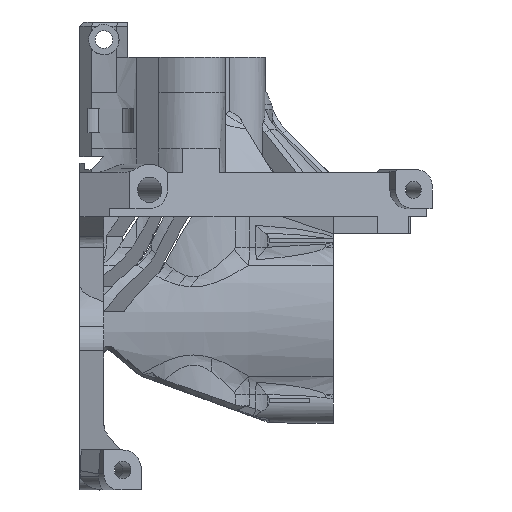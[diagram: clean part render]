
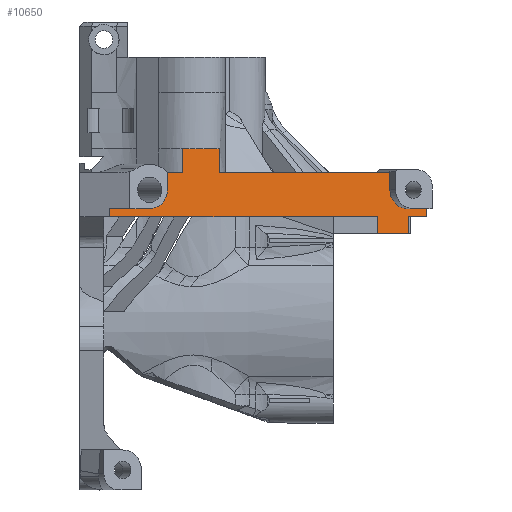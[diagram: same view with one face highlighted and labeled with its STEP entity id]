
A CAD part, left-side view. The second image highlights one B-rep face of the part: STEP entity #10650.
In plain terms, the highlighted planar face has unit normal (-0.94, -0.342, 0).
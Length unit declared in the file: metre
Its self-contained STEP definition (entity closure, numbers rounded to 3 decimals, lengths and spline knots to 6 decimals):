
#220=CIRCLE('',#11249,0.00405);
#225=CIRCLE('',#11261,0.0032);
#290=CIRCLE('',#11433,0.00235);
#292=CIRCLE('',#11438,0.00235);
#479=PLANE('',#11470);
#732=LINE('',#18214,#1325);
#736=LINE('',#18225,#1329);
#740=LINE('',#18231,#1333);
#793=LINE('',#18766,#1386);
#797=LINE('',#18806,#1390);
#826=LINE('',#19041,#1419);
#889=LINE('',#20444,#1482);
#919=LINE('',#20519,#1512);
#966=LINE('',#20707,#1559);
#981=LINE('',#20743,#1574);
#984=LINE('',#20752,#1577);
#985=LINE('',#20754,#1578);
#989=LINE('',#20766,#1582);
#993=LINE('',#20800,#1586);
#994=LINE('',#20802,#1587);
#998=LINE('',#20811,#1591);
#999=LINE('',#20812,#1592);
#1325=VECTOR('',#12499,1.);
#1329=VECTOR('',#12507,1.);
#1333=VECTOR('',#12515,1.);
#1386=VECTOR('',#12702,1.);
#1390=VECTOR('',#12712,1.);
#1419=VECTOR('',#12781,1.);
#1482=VECTOR('',#13050,1.);
#1512=VECTOR('',#13106,1.);
#1559=VECTOR('',#13223,1.);
#1574=VECTOR('',#13260,1.);
#1577=VECTOR('',#13271,1.);
#1578=VECTOR('',#13274,1.);
#1582=VECTOR('',#13286,1.);
#1586=VECTOR('',#13338,1.);
#1587=VECTOR('',#13341,1.);
#1591=VECTOR('',#13355,1.);
#1592=VECTOR('',#13356,1.);
#4233=ORIENTED_EDGE('',*,*,#6491,.F.);
#4234=ORIENTED_EDGE('',*,*,#6612,.T.);
#4235=ORIENTED_EDGE('',*,*,#6061,.F.);
#4236=ORIENTED_EDGE('',*,*,#6065,.F.);
#4237=ORIENTED_EDGE('',*,*,#6056,.F.);
#4238=ORIENTED_EDGE('',*,*,#6613,.T.);
#4239=ORIENTED_EDGE('',*,*,#6564,.F.);
#4240=ORIENTED_EDGE('',*,*,#6583,.F.);
#4241=ORIENTED_EDGE('',*,*,#6584,.F.);
#4242=ORIENTED_EDGE('',*,*,#6588,.T.);
#4243=ORIENTED_EDGE('',*,*,#6451,.F.);
#4244=ORIENTED_EDGE('',*,*,#6607,.T.);
#4245=ORIENTED_EDGE('',*,*,#6204,.F.);
#4246=ORIENTED_EDGE('',*,*,#6262,.T.);
#4247=ORIENTED_EDGE('',*,*,#6196,.T.);
#4248=ORIENTED_EDGE('',*,*,#6608,.T.);
#4249=ORIENTED_EDGE('',*,*,#6200,.F.);
#4250=ORIENTED_EDGE('',*,*,#6249,.F.);
#4251=ORIENTED_EDGE('',*,*,#6589,.T.);
#4252=ORIENTED_EDGE('',*,*,#6593,.F.);
#4253=ORIENTED_EDGE('',*,*,#6595,.F.);
#6056=EDGE_CURVE('',#7518,#7519,#732,.T.);
#6061=EDGE_CURVE('',#7523,#7521,#736,.T.);
#6065=EDGE_CURVE('',#7519,#7523,#740,.T.);
#6196=EDGE_CURVE('',#7628,#7627,#793,.T.);
#6200=EDGE_CURVE('',#7630,#7631,#220,.T.);
#6204=EDGE_CURVE('',#7633,#7634,#797,.T.);
#6249=EDGE_CURVE('',#7671,#7630,#225,.T.);
#6262=EDGE_CURVE('',#7633,#7628,#826,.T.);
#6451=EDGE_CURVE('',#7800,#7801,#889,.T.);
#6491=EDGE_CURVE('',#7832,#7833,#919,.T.);
#6564=EDGE_CURVE('',#7882,#7879,#966,.T.);
#6583=EDGE_CURVE('',#7892,#7882,#981,.T.);
#6584=EDGE_CURVE('',#7893,#7892,#290,.T.);
#6588=EDGE_CURVE('',#7893,#7801,#984,.T.);
#6589=EDGE_CURVE('',#7671,#7895,#985,.T.);
#6593=EDGE_CURVE('',#7897,#7895,#292,.T.);
#6595=EDGE_CURVE('',#7833,#7897,#989,.T.);
#6607=EDGE_CURVE('',#7800,#7634,#993,.T.);
#6608=EDGE_CURVE('',#7627,#7631,#994,.T.);
#6612=EDGE_CURVE('',#7832,#7521,#998,.T.);
#6613=EDGE_CURVE('',#7518,#7879,#999,.T.);
#7518=VERTEX_POINT('',#18213);
#7519=VERTEX_POINT('',#18215);
#7521=VERTEX_POINT('',#18220);
#7523=VERTEX_POINT('',#18224);
#7627=VERTEX_POINT('',#18765);
#7628=VERTEX_POINT('',#18767);
#7630=VERTEX_POINT('',#18777);
#7631=VERTEX_POINT('',#18779);
#7633=VERTEX_POINT('',#18805);
#7634=VERTEX_POINT('',#18807);
#7671=VERTEX_POINT('',#19010);
#7800=VERTEX_POINT('',#20443);
#7801=VERTEX_POINT('',#20445);
#7832=VERTEX_POINT('',#20518);
#7833=VERTEX_POINT('',#20520);
#7879=VERTEX_POINT('',#20700);
#7882=VERTEX_POINT('',#20706);
#7892=VERTEX_POINT('',#20742);
#7893=VERTEX_POINT('',#20746);
#7895=VERTEX_POINT('',#20755);
#7897=VERTEX_POINT('',#20761);
#9240=EDGE_LOOP('',(#4233,#4234,#4235,#4236,#4237,#4238,#4239,#4240,#4241,
#4242,#4243,#4244,#4245,#4246,#4247,#4248,#4249,#4250,#4251,#4252,#4253));
#9913=FACE_BOUND('',#9240,.T.);
#10650=ADVANCED_FACE('',(#9913),#479,.T.);
#11249=AXIS2_PLACEMENT_3D('',#18778,#12708,#12709);
#11261=AXIS2_PLACEMENT_3D('',#19011,#12757,#12758);
#11433=AXIS2_PLACEMENT_3D('',#20745,#13263,#13264);
#11438=AXIS2_PLACEMENT_3D('',#20763,#13280,#13281);
#11470=AXIS2_PLACEMENT_3D('',#20810,#13353,#13354);
#12499=DIRECTION('',(0.,0.,-1.));
#12507=DIRECTION('',(0.,0.,1.));
#12515=DIRECTION('',(-0.342,0.94,0.));
#12702=DIRECTION('',(0.,0.,-1.));
#12708=DIRECTION('',(-0.94,-0.342,0.));
#12709=DIRECTION('',(0.342,-0.94,0.));
#12712=DIRECTION('',(0.,0.,-1.));
#12757=DIRECTION('',(-0.94,-0.342,0.));
#12758=DIRECTION('',(0.342,-0.94,0.));
#12781=DIRECTION('',(-0.342,0.94,0.));
#13050=DIRECTION('',(0.242,-0.664,0.707));
#13106=DIRECTION('',(0.,0.,1.));
#13223=DIRECTION('',(0.,0.,-1.));
#13260=DIRECTION('',(0.342,-0.94,0.));
#13263=DIRECTION('',(-0.94,-0.342,0.));
#13264=DIRECTION('',(0.342,-0.94,0.));
#13271=DIRECTION('',(0.,0.,1.));
#13274=DIRECTION('',(0.,0.,-1.));
#13280=DIRECTION('',(-0.94,-0.342,0.));
#13281=DIRECTION('',(0.342,-0.94,0.));
#13286=DIRECTION('',(0.342,-0.94,0.));
#13338=DIRECTION('',(-0.342,0.94,0.));
#13341=DIRECTION('',(-0.342,0.94,0.));
#13353=DIRECTION('',(-0.94,-0.342,0.));
#13354=DIRECTION('',(0.342,-0.94,0.));
#13355=DIRECTION('',(0.342,-0.94,0.));
#13356=DIRECTION('',(0.342,-0.94,0.));
#18213=CARTESIAN_POINT('',(-0.015832,-0.026922,0.026));
#18214=CARTESIAN_POINT('',(-0.015832,-0.026922,0.023875));
#18215=CARTESIAN_POINT('',(-0.015832,-0.026922,0.023875));
#18220=CARTESIAN_POINT('',(-0.01725,-0.023026,0.026));
#18224=CARTESIAN_POINT('',(-0.01725,-0.023026,0.023875));
#18225=CARTESIAN_POINT('',(-0.01725,-0.023026,0.023875));
#18231=CARTESIAN_POINT('',(-0.01778,-0.02157,0.023875));
#18765=CARTESIAN_POINT('',(-0.026128,0.001367,0.0315));
#18766=CARTESIAN_POINT('',(-0.026128,0.001367,0.0345));
#18767=CARTESIAN_POINT('',(-0.026128,0.001367,0.0345));
#18777=CARTESIAN_POINT('',(-0.027277,0.004523,0.032101));
#18778=CARTESIAN_POINT('',(-0.026551,0.002529,0.03555));
#18779=CARTESIAN_POINT('',(-0.026551,0.002529,0.0315));
#18805=CARTESIAN_POINT('',(-0.024421,-0.003322,0.0345));
#18806=CARTESIAN_POINT('',(-0.024421,-0.003322,0.0345));
#18807=CARTESIAN_POINT('',(-0.024421,-0.003322,0.0315));
#19010=CARTESIAN_POINT('',(-0.027047,0.00389,0.031547));
#19011=CARTESIAN_POINT('',(-0.02785,0.006098,0.029375));
#19041=CARTESIAN_POINT('',(-0.022224,-0.00936,0.0345));
#20443=CARTESIAN_POINT('',(-0.016726,-0.024465,0.0315));
#20444=CARTESIAN_POINT('',(-0.016598,-0.024818,0.031875));
#20445=CARTESIAN_POINT('',(-0.016683,-0.024583,0.031625));
#20518=CARTESIAN_POINT('',(-0.029424,0.010421,0.026));
#20519=CARTESIAN_POINT('',(-0.029424,0.010421,0.028375));
#20520=CARTESIAN_POINT('',(-0.029424,0.010421,0.027025));
#20700=CARTESIAN_POINT('',(-0.015025,-0.02914,0.026));
#20706=CARTESIAN_POINT('',(-0.015025,-0.02914,0.027025));
#20707=CARTESIAN_POINT('',(-0.015025,-0.02914,0.031875));
#20742=CARTESIAN_POINT('',(-0.01588,-0.026791,0.027025));
#20743=CARTESIAN_POINT('',(-0.008428,-0.047265,0.027025));
#20745=CARTESIAN_POINT('',(-0.01588,-0.026791,0.029375));
#20746=CARTESIAN_POINT('',(-0.016683,-0.024583,0.029375));
#20752=CARTESIAN_POINT('',(-0.016683,-0.024583,0.029196));
#20754=CARTESIAN_POINT('',(-0.027047,0.00389,0.029196));
#20755=CARTESIAN_POINT('',(-0.027047,0.00389,0.029375));
#20761=CARTESIAN_POINT('',(-0.02785,0.006098,0.027025));
#20763=CARTESIAN_POINT('',(-0.02785,0.006098,0.029375));
#20766=CARTESIAN_POINT('',(-0.008428,-0.047265,0.027025));
#20800=CARTESIAN_POINT('',(-0.022224,-0.00936,0.0315));
#20802=CARTESIAN_POINT('',(-0.022224,-0.00936,0.0315));
#20810=CARTESIAN_POINT('',(-0.022224,-0.00936,0.029196));
#20811=CARTESIAN_POINT('',(-0.022224,-0.00936,0.026));
#20812=CARTESIAN_POINT('',(-0.022224,-0.00936,0.026));
